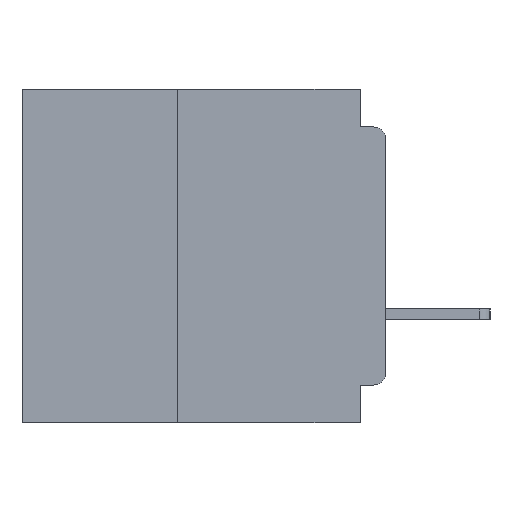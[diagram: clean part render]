
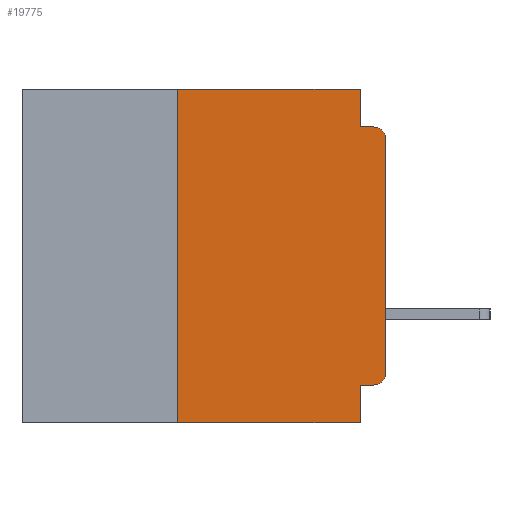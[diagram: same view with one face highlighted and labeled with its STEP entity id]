
A CAD part, left-side view. The second image highlights one B-rep face of the part: STEP entity #19775.
In plain terms, the highlighted planar face has unit normal (-1, 0, 0).
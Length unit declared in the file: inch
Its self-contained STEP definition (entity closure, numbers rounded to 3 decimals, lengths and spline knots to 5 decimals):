
#374 = CIRCLE ( 'NONE', #24512, 0.015 ) ;
#847 = ORIENTED_EDGE ( 'NONE', *, *, #27280, .F. ) ;
#884 = CARTESIAN_POINT ( 'NONE',  ( 0., 0., -0.355 ) ) ;
#946 = EDGE_CURVE ( 'NONE', #14080, #7847, #15481, .T. ) ;
#1394 = ORIENTED_EDGE ( 'NONE', *, *, #29125, .T. ) ;
#1581 = VERTEX_POINT ( 'NONE', #25972 ) ;
#1932 = DIRECTION ( 'NONE',  ( 0., 0., -1. ) ) ;
#1941 = VECTOR ( 'NONE', #17204, 39.37008 ) ;
#1986 = ORIENTED_EDGE ( 'NONE', *, *, #22829, .F. ) ;
#2302 = VECTOR ( 'NONE', #7168, 39.37008 ) ;
#2784 = EDGE_CURVE ( 'NONE', #37058, #7847, #4316, .T. ) ;
#2854 = VECTOR ( 'NONE', #35138, 39.37008 ) ;
#3369 = DIRECTION ( 'NONE',  ( 1., 0., 0. ) ) ;
#3766 = LINE ( 'NONE', #29308, #2854 ) ;
#3800 = DIRECTION ( 'NONE',  ( 0., 1., 0. ) ) ;
#4060 = VECTOR ( 'NONE', #17035, 39.37008 ) ;
#4316 = LINE ( 'NONE', #18559, #17226 ) ;
#5563 = CARTESIAN_POINT ( 'NONE',  ( 0., 0.015, -0.34 ) ) ;
#5722 = LINE ( 'NONE', #7005, #36158 ) ;
#6585 = CARTESIAN_POINT ( 'NONE',  ( 0., 0.25, 0. ) ) ;
#7005 = CARTESIAN_POINT ( 'NONE',  ( 0., 0.437, -0.4 ) ) ;
#7168 = DIRECTION ( 'NONE',  ( 0., 0., 1. ) ) ;
#7287 = VECTOR ( 'NONE', #3800, 39.37008 ) ;
#7550 = CARTESIAN_POINT ( 'NONE',  ( 0., 0.015, -0.045 ) ) ;
#7847 = VERTEX_POINT ( 'NONE', #7550 ) ;
#8534 = DIRECTION ( 'NONE',  ( 0., 0., -1. ) ) ;
#8877 = CARTESIAN_POINT ( 'NONE',  ( 0., 0., -0.06 ) ) ;
#11824 = CARTESIAN_POINT ( 'NONE',  ( 0., 0.031, 0. ) ) ;
#13024 = VERTEX_POINT ( 'NONE', #30224 ) ;
#14080 = VERTEX_POINT ( 'NONE', #8877 ) ;
#14295 = VERTEX_POINT ( 'NONE', #27389 ) ;
#14943 = EDGE_LOOP ( 'NONE', ( #36053, #19651, #36401, #15644, #29441, #21518, #1394, #847, #1986, #26028 ) ) ;
#14982 = DIRECTION ( 'NONE',  ( -1., 0., 0. ) ) ;
#15481 = CIRCLE ( 'NONE', #18400, 0.015 ) ;
#15644 = ORIENTED_EDGE ( 'NONE', *, *, #32444, .F. ) ;
#17035 = DIRECTION ( 'NONE',  ( 0., 0., -1. ) ) ;
#17204 = DIRECTION ( 'NONE',  ( 0., 0., -1. ) ) ;
#17216 = DIRECTION ( 'NONE',  ( 0., -1., 0. ) ) ;
#17226 = VECTOR ( 'NONE', #17216, 39.37008 ) ;
#18400 = AXIS2_PLACEMENT_3D ( 'NONE', #33792, #14982, #1932 ) ;
#18559 = CARTESIAN_POINT ( 'NONE',  ( 0., 0., -0.045 ) ) ;
#19430 = CARTESIAN_POINT ( 'NONE',  ( 0., 0.031, -0.045 ) ) ;
#19651 = ORIENTED_EDGE ( 'NONE', *, *, #946, .T. ) ;
#19775 = ADVANCED_FACE ( 'NONE', ( #31802 ), #35728, .F. ) ;
#20694 = LINE ( 'NONE', #23140, #4060 ) ;
#20813 = CARTESIAN_POINT ( 'NONE',  ( 0., 0.031, -0.4 ) ) ;
#21063 = CARTESIAN_POINT ( 'NONE',  ( 0., 0.437, 0. ) ) ;
#21518 = ORIENTED_EDGE ( 'NONE', *, *, #30548, .F. ) ;
#22829 = EDGE_CURVE ( 'NONE', #27803, #13024, #30932, .T. ) ;
#23140 = CARTESIAN_POINT ( 'NONE',  ( 0., 0.031, 0. ) ) ;
#23262 = LINE ( 'NONE', #33188, #30238 ) ;
#23537 = VERTEX_POINT ( 'NONE', #6585 ) ;
#24039 = DIRECTION ( 'NONE',  ( 0., 0., -1. ) ) ;
#24512 = AXIS2_PLACEMENT_3D ( 'NONE', #5563, #26267, #8534 ) ;
#24846 = AXIS2_PLACEMENT_3D ( 'NONE', #21063, #3369, #24039 ) ;
#24886 = CARTESIAN_POINT ( 'NONE',  ( 0., 0., 0. ) ) ;
#24944 = LINE ( 'NONE', #24886, #2302 ) ;
#25487 = LINE ( 'NONE', #29027, #1941 ) ;
#25972 = CARTESIAN_POINT ( 'NONE',  ( 0., 0., -0.34 ) ) ;
#26028 = ORIENTED_EDGE ( 'NONE', *, *, #37782, .T. ) ;
#26264 = EDGE_CURVE ( 'NONE', #23537, #36692, #23262, .T. ) ;
#26267 = DIRECTION ( 'NONE',  ( -1., 0., 0. ) ) ;
#27280 = EDGE_CURVE ( 'NONE', #13024, #33772, #25487, .T. ) ;
#27389 = CARTESIAN_POINT ( 'NONE',  ( 0., 0.25, -0.4 ) ) ;
#27803 = VERTEX_POINT ( 'NONE', #31584 ) ;
#29027 = CARTESIAN_POINT ( 'NONE',  ( 0., 0.031, -0.4 ) ) ;
#29125 = EDGE_CURVE ( 'NONE', #14295, #33772, #5722, .T. ) ;
#29308 = CARTESIAN_POINT ( 'NONE',  ( 0., 0.25, -0.4 ) ) ;
#29441 = ORIENTED_EDGE ( 'NONE', *, *, #26264, .F. ) ;
#30224 = CARTESIAN_POINT ( 'NONE',  ( 0., 0.031, -0.355 ) ) ;
#30238 = VECTOR ( 'NONE', #36080, 39.37008 ) ;
#30548 = EDGE_CURVE ( 'NONE', #14295, #23537, #3766, .T. ) ;
#30932 = LINE ( 'NONE', #884, #7287 ) ;
#31575 = EDGE_CURVE ( 'NONE', #1581, #14080, #24944, .T. ) ;
#31584 = CARTESIAN_POINT ( 'NONE',  ( 0., 0.015, -0.355 ) ) ;
#31802 = FACE_OUTER_BOUND ( 'NONE', #14943, .T. ) ;
#32444 = EDGE_CURVE ( 'NONE', #36692, #37058, #20694, .T. ) ;
#33188 = CARTESIAN_POINT ( 'NONE',  ( 0., 0.437, 0. ) ) ;
#33772 = VERTEX_POINT ( 'NONE', #20813 ) ;
#33792 = CARTESIAN_POINT ( 'NONE',  ( 0., 0.015, -0.06 ) ) ;
#35138 = DIRECTION ( 'NONE',  ( 0., 0., 1. ) ) ;
#35728 = PLANE ( 'NONE',  #24846 ) ;
#36053 = ORIENTED_EDGE ( 'NONE', *, *, #31575, .T. ) ;
#36080 = DIRECTION ( 'NONE',  ( 0., -1., 0. ) ) ;
#36158 = VECTOR ( 'NONE', #36492, 39.37008 ) ;
#36401 = ORIENTED_EDGE ( 'NONE', *, *, #2784, .F. ) ;
#36492 = DIRECTION ( 'NONE',  ( 0., -1., 0. ) ) ;
#36692 = VERTEX_POINT ( 'NONE', #11824 ) ;
#37058 = VERTEX_POINT ( 'NONE', #19430 ) ;
#37782 = EDGE_CURVE ( 'NONE', #27803, #1581, #374, .T. ) ;
